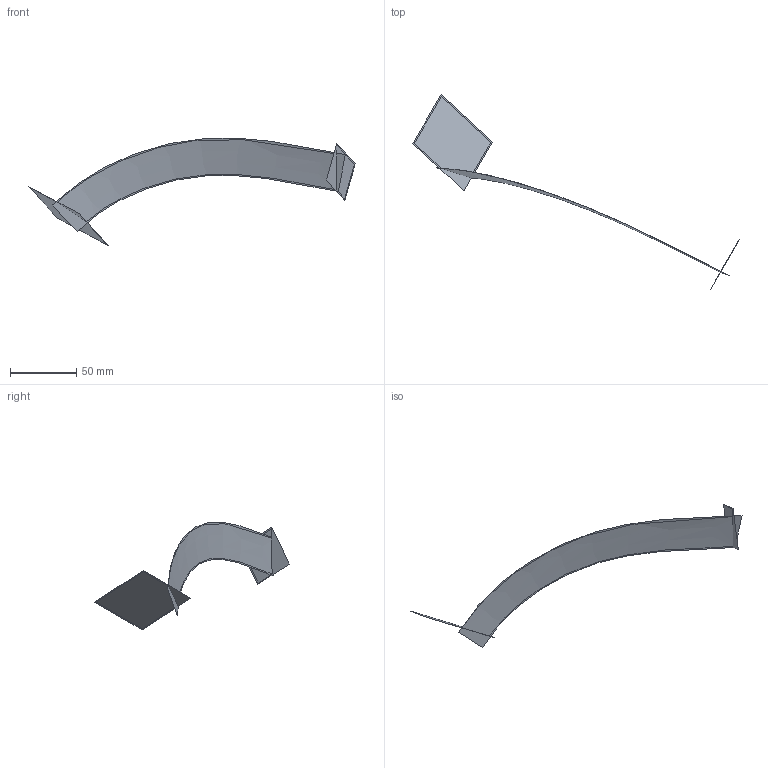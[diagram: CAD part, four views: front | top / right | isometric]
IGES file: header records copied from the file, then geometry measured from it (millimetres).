
Start section:  PTC IGES file: se141-116_chamfer_cut.igs
Global section: file name: se141-116_chamfer_cut.igs; native system: Pro/ENGINEER by Parametric Technology Corporation; preprocessor: 2004440; author: tbrown; organization: Unknown; date: 051216.115430; units: inch
Bounding box: 245.89 x 146.87 x 81.12 mm (x, y, z)
Surface area: 19478.1 mm2 (no closed solid volume)
Topology: 0 solids, 0 shells, 6 faces, 80 edges, 106 vertices
Faces by surface type: bspline 6
